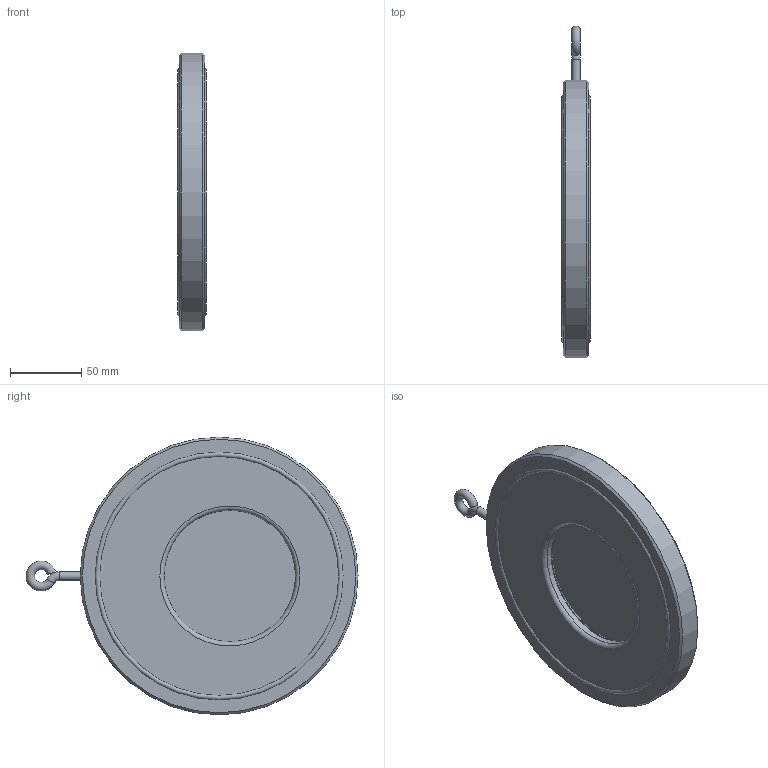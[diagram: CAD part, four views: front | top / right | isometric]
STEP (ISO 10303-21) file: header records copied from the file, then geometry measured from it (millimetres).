
FILE_DESCRIPTION((''),'2;1');
FILE_NAME('ZRK-125.stp','2011-06-06T11:22:28',('ebh'),(''),'Autodesk Inventor 2011','Autodesk Inventor 2011','');
FILE_SCHEMA(('AUTOMOTIVE_DESIGN { 1 0 10303 214 1 1 1 1 }'));
Length unit declared in the file: millimetre
Products named in the file (1): ZRK-125B
Bounding box: 19.8 x 232.5 x 194.5 mm (x, y, z)
Volume: 452225.5 mm3; surface area: 83493.2 mm2
Topology: 2 solids, 3 shells, 30 faces, 51 edges, 30 vertices
Faces by surface type: plane 11, torus 8, cylinder 5, cone 5, bspline 1
Full cylindrical faces by diameter (mm): 4.917 x1, 6 x1, 92 x1, 109 x1, 194.5 x1
Entity records: 736 total; most frequent: CARTESIAN_POINT 223, DIRECTION 112, ORIENTED_EDGE 58, AXIS2_PLACEMENT_3D 56, EDGE_LOOP 55, FACE_OUTER_BOUND 30, ADVANCED_FACE 30, EDGE_CURVE 29
